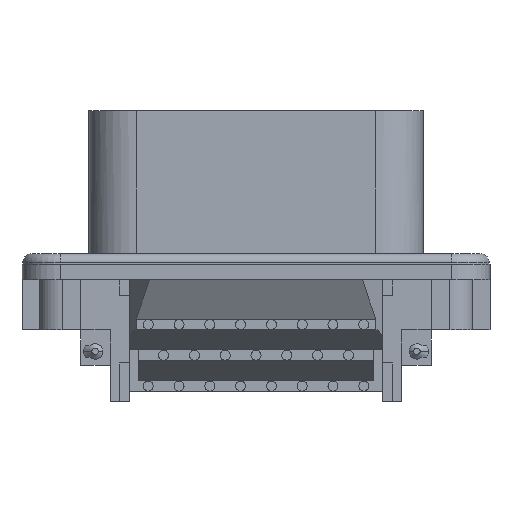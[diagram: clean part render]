
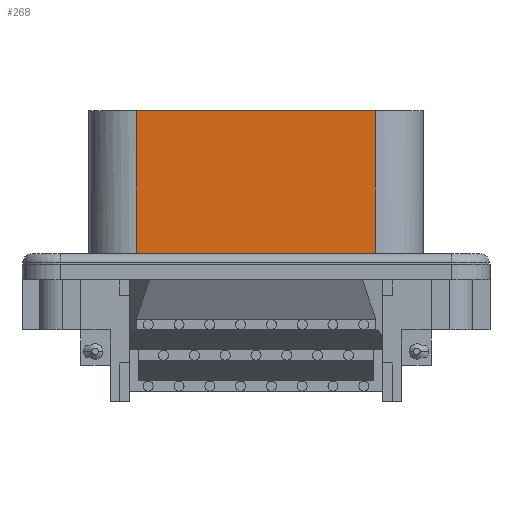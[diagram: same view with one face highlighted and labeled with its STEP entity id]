
A CAD part, front view. The second image highlights one B-rep face of the part: STEP entity #268.
In plain terms, the highlighted planar face has unit normal (0, -1, 0).
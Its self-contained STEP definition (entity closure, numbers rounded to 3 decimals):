
#268 = ADVANCED_FACE ( 'NONE', ( #19755 ), #9375, .T. ) ;
#773 = DIRECTION ( 'NONE',  ( 0., 0., -1. ) ) ;
#2154 = DIRECTION ( 'NONE',  ( 0., 0., -1. ) ) ;
#2160 = CARTESIAN_POINT ( 'NONE',  ( -15.5, -11.8, -20. ) ) ;
#3026 = EDGE_CURVE ( 'NONE', #20987, #7233, #9868, .T. ) ;
#3543 = EDGE_CURVE ( 'NONE', #18215, #7233, #20712, .T. ) ;
#3912 = VECTOR ( 'NONE', #773, 1000. ) ;
#4532 = EDGE_CURVE ( 'NONE', #14582, #18215, #16432, .T. ) ;
#4763 = VECTOR ( 'NONE', #8240, 1000. ) ;
#6198 = ORIENTED_EDGE ( 'NONE', *, *, #4532, .F. ) ;
#6282 = DIRECTION ( 'NONE',  ( 0., 0., -1. ) ) ;
#7196 = CARTESIAN_POINT ( 'NONE',  ( 15.5, -11.8, 0. ) ) ;
#7233 = VERTEX_POINT ( 'NONE', #2160 ) ;
#7300 = VECTOR ( 'NONE', #12872, 1000. ) ;
#7675 = EDGE_LOOP ( 'NONE', ( #6198, #10738, #13000, #15376 ) ) ;
#8240 = DIRECTION ( 'NONE',  ( -1., 0., 0. ) ) ;
#9238 = CARTESIAN_POINT ( 'NONE',  ( 15.5, -11.8, -20. ) ) ;
#9375 = PLANE ( 'NONE',  #20266 ) ;
#9868 = LINE ( 'NONE', #10105, #3912 ) ;
#10105 = CARTESIAN_POINT ( 'NONE',  ( -15.5, -11.8, 0. ) ) ;
#10738 = ORIENTED_EDGE ( 'NONE', *, *, #22667, .T. ) ;
#11449 = CARTESIAN_POINT ( 'NONE',  ( -15.5, -11.8, 0. ) ) ;
#11751 = DIRECTION ( 'NONE',  ( 0., -1., 0. ) ) ;
#12872 = DIRECTION ( 'NONE',  ( -1., 0., 0. ) ) ;
#13000 = ORIENTED_EDGE ( 'NONE', *, *, #3026, .T. ) ;
#13015 = LINE ( 'NONE', #15725, #4763 ) ;
#13855 = CARTESIAN_POINT ( 'NONE',  ( 15.5, -11.8, 0. ) ) ;
#14582 = VERTEX_POINT ( 'NONE', #13855 ) ;
#15376 = ORIENTED_EDGE ( 'NONE', *, *, #3543, .F. ) ;
#15725 = CARTESIAN_POINT ( 'NONE',  ( 15.5, -11.8, 0. ) ) ;
#16432 = LINE ( 'NONE', #7196, #21005 ) ;
#17196 = CARTESIAN_POINT ( 'NONE',  ( 15.5, -11.8, 0. ) ) ;
#18215 = VERTEX_POINT ( 'NONE', #9238 ) ;
#18468 = CARTESIAN_POINT ( 'NONE',  ( 15.5, -11.8, -20. ) ) ;
#19755 = FACE_OUTER_BOUND ( 'NONE', #7675, .T. ) ;
#20266 = AXIS2_PLACEMENT_3D ( 'NONE', #17196, #11751, #6282 ) ;
#20712 = LINE ( 'NONE', #18468, #7300 ) ;
#20987 = VERTEX_POINT ( 'NONE', #11449 ) ;
#21005 = VECTOR ( 'NONE', #2154, 1000. ) ;
#22667 = EDGE_CURVE ( 'NONE', #14582, #20987, #13015, .T. ) ;
